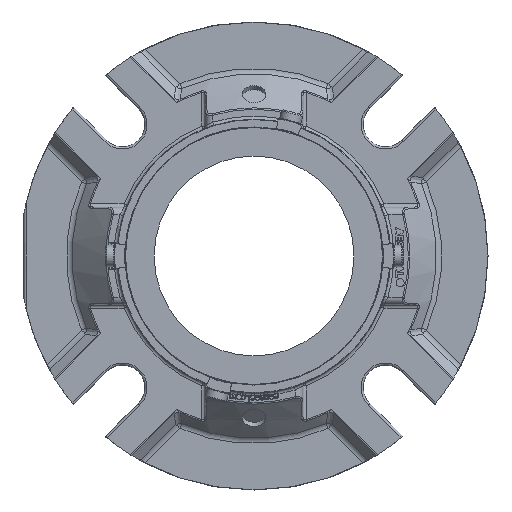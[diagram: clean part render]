
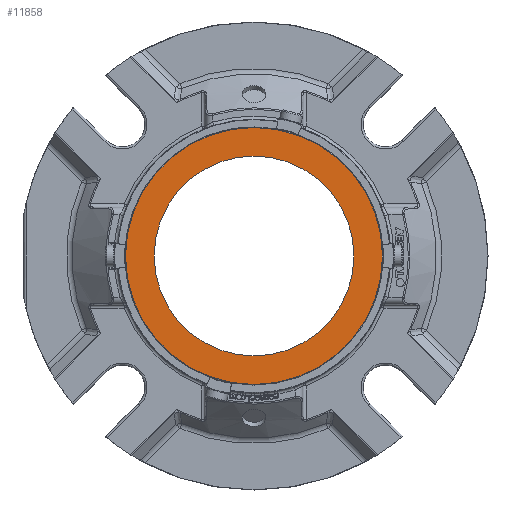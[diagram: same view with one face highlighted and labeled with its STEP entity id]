
A CAD part, left-side view. The second image highlights one B-rep face of the part: STEP entity #11858.
In plain terms, the highlighted planar face has unit normal (-1, 0, 0).
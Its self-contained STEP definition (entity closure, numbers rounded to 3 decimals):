
#1500=PLANE('',#13110);
#5123=ORIENTED_EDGE('',*,*,#5648,.F.);
#5124=ORIENTED_EDGE('',*,*,#7164,.T.);
#5648=EDGE_CURVE('',#7407,#7407,#8539,.F.);
#7164=EDGE_CURVE('',#8382,#8382,#9137,.F.);
#7407=VERTEX_POINT('',#16371);
#8382=VERTEX_POINT('',#24811);
#8539=CIRCLE('',#11962,46.038);
#9137=CIRCLE('',#13111,59.195);
#9997=EDGE_LOOP('',(#5123));
#9998=EDGE_LOOP('',(#5124));
#10888=FACE_BOUND('',#9997,.T.);
#10889=FACE_BOUND('',#9998,.T.);
#11858=ADVANCED_FACE('',(#10888,#10889),#1500,.F.);
#11962=AXIS2_PLACEMENT_3D('',#16370,#13277,#13278);
#13110=AXIS2_PLACEMENT_3D('',#24809,#15980,#15981);
#13111=AXIS2_PLACEMENT_3D('',#24810,#15982,#15983);
#13277=DIRECTION('',(1.,0.,0.));
#13278=DIRECTION('',(0.,0.,-1.));
#15980=DIRECTION('',(1.,0.,0.));
#15981=DIRECTION('',(0.,0.5,0.866));
#15982=DIRECTION('',(1.,0.,0.));
#15983=DIRECTION('',(0.,0.5,0.866));
#16370=CARTESIAN_POINT('',(-59.957,0.,0.));
#16371=CARTESIAN_POINT('',(-59.957,0.,-46.038));
#24809=CARTESIAN_POINT('',(-59.957,-29.724,-51.484));
#24810=CARTESIAN_POINT('',(-59.957,0.,0.));
#24811=CARTESIAN_POINT('',(-59.957,29.597,51.264));
